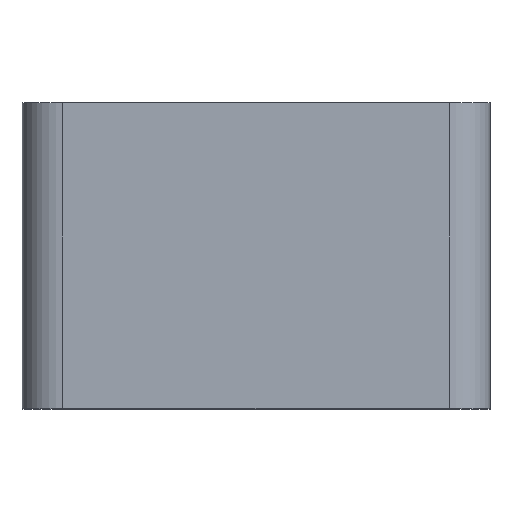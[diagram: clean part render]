
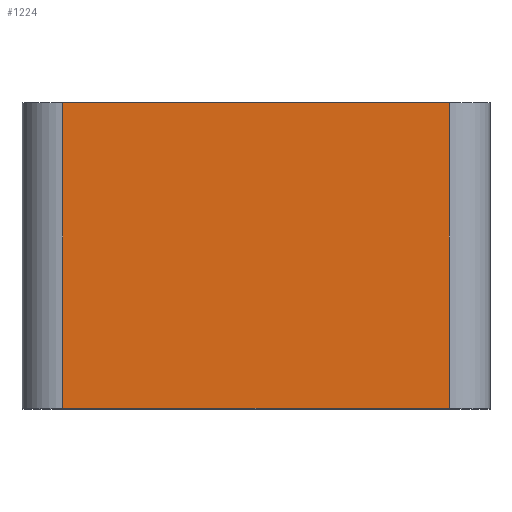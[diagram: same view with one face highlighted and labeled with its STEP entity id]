
A CAD part, top view. The second image highlights one B-rep face of the part: STEP entity #1224.
In plain terms, the highlighted planar face has unit normal (0, 0, 1).
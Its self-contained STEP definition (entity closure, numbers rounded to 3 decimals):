
#198=FACE_OUTER_BOUND('',#282,.T.);
#282=EDGE_LOOP('',(#1112,#1113,#1114,#1115));
#347=LINE('',#1954,#452);
#363=LINE('',#2010,#468);
#367=LINE('',#2018,#472);
#389=LINE('',#2105,#494);
#452=VECTOR('',#1570,10.);
#468=VECTOR('',#1628,10.);
#472=VECTOR('',#1636,10.);
#494=VECTOR('',#1744,10.);
#567=VERTEX_POINT('',#1951);
#568=VERTEX_POINT('',#1953);
#587=VERTEX_POINT('',#2008);
#589=VERTEX_POINT('',#2017);
#709=EDGE_CURVE('',#568,#567,#347,.T.);
#737=EDGE_CURVE('',#587,#567,#363,.T.);
#741=EDGE_CURVE('',#568,#589,#367,.T.);
#782=EDGE_CURVE('',#587,#589,#389,.T.);
#1112=ORIENTED_EDGE('',*,*,#737,.F.);
#1113=ORIENTED_EDGE('',*,*,#782,.T.);
#1114=ORIENTED_EDGE('',*,*,#741,.F.);
#1115=ORIENTED_EDGE('',*,*,#709,.T.);
#1157=PLANE('',#1373);
#1224=ADVANCED_FACE('',(#198),#1157,.T.);
#1373=AXIS2_PLACEMENT_3D('',#2106,#1745,#1746);
#1570=DIRECTION('',(1.,0.,0.));
#1628=DIRECTION('',(0.,-1.,0.));
#1636=DIRECTION('',(0.,1.,0.));
#1744=DIRECTION('',(-1.,0.,0.));
#1745=DIRECTION('center_axis',(0.,0.,1.));
#1746=DIRECTION('ref_axis',(1.,0.,0.));
#1951=CARTESIAN_POINT('',(18.95,-8.5,63.));
#1953=CARTESIAN_POINT('',(-18.95,-8.5,63.));
#1954=CARTESIAN_POINT('',(-22.95,-8.5,63.));
#2008=CARTESIAN_POINT('',(18.95,21.5,63.));
#2010=CARTESIAN_POINT('',(18.95,-1.,63.));
#2017=CARTESIAN_POINT('',(-18.95,21.5,63.));
#2018=CARTESIAN_POINT('',(-18.95,14.,63.));
#2105=CARTESIAN_POINT('',(22.95,21.5,63.));
#2106=CARTESIAN_POINT('Origin',(0.,6.5,63.));
